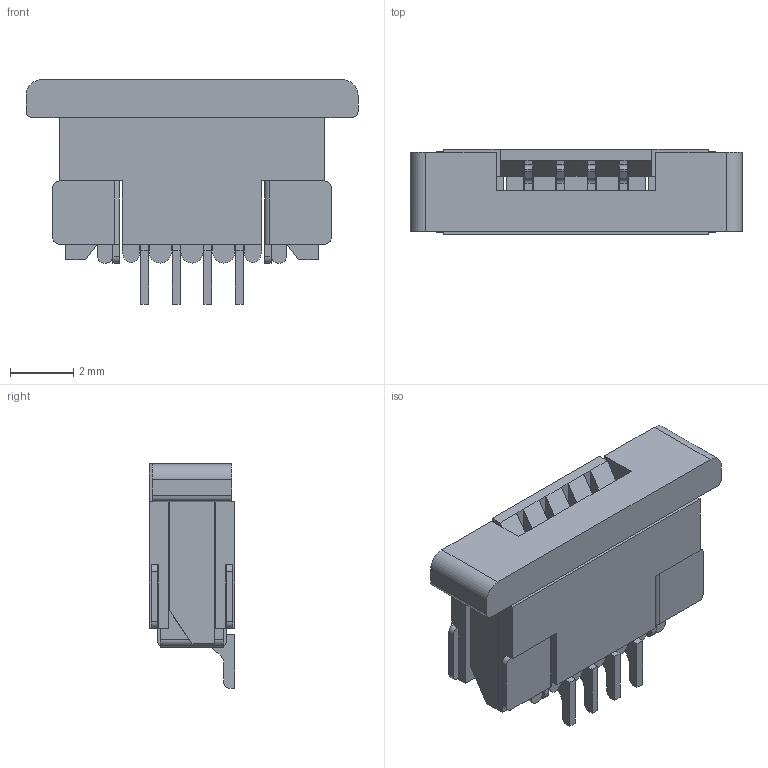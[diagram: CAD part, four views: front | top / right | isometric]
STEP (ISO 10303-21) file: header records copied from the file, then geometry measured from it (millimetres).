
FILE_DESCRIPTION (( 'STEP AP214' ), '1' );
FILE_NAME ('FFC10001-04SBA124W5M-REF.STEP', '2024-12-17T02:42:16', ( '' ), ( '' ), 'SwSTEP 2.0', 'SolidWorks 2021', '' );
FILE_SCHEMA (( 'AUTOMOTIVE_DESIGN' ));
Length unit declared in the file: millimetre
Products named in the file (1): FFC10001-04SBA124W5M-REF
Bounding box: 10.5 x 2.7 x 7.1 mm (x, y, z)
Volume: 103.8 mm3; surface area: 469.3 mm2
Topology: 1 solids, 1 shells, 351 faces, 1047 edges, 678 vertices
Faces by surface type: plane 250, cylinder 101
Entity records: 11745 total; most frequent: ORIENTED_EDGE 2094, CARTESIAN_POINT 2077, DIRECTION 1953, EDGE_CURVE 1047, VECTOR 845, LINE 845, VERTEX_POINT 678, AXIS2_PLACEMENT_3D 554
